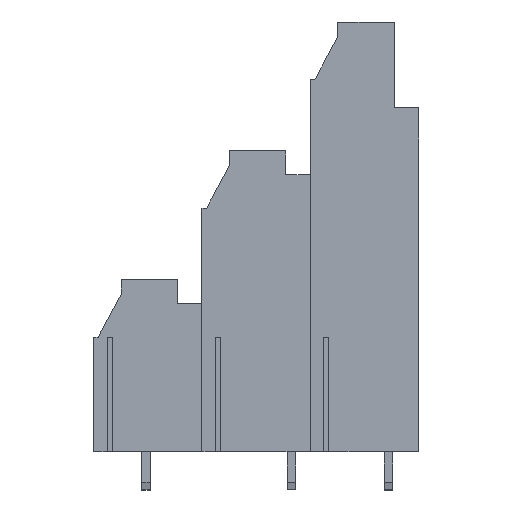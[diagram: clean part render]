
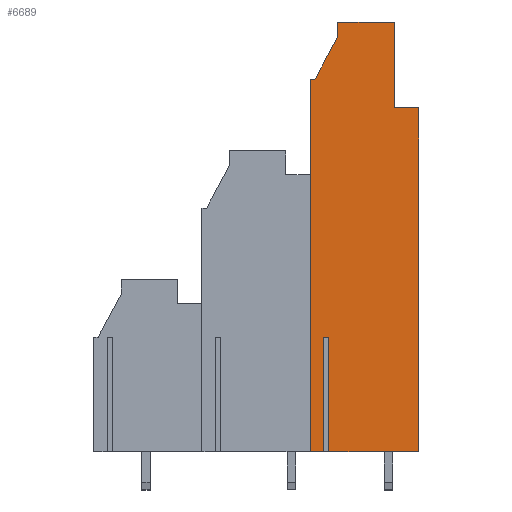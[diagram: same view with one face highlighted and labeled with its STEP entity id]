
A CAD part, top view. The second image highlights one B-rep face of the part: STEP entity #6689.
In plain terms, the highlighted planar face has unit normal (0, 0, 1).
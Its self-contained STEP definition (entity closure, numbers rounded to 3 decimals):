
#149=ORIENTED_EDGE('',*,*,#1531,.F.);
#150=ORIENTED_EDGE('',*,*,#1532,.F.);
#151=ORIENTED_EDGE('',*,*,#1533,.F.);
#152=ORIENTED_EDGE('',*,*,#1534,.F.);
#153=ORIENTED_EDGE('',*,*,#1535,.F.);
#154=ORIENTED_EDGE('',*,*,#1536,.F.);
#155=ORIENTED_EDGE('',*,*,#1537,.F.);
#156=ORIENTED_EDGE('',*,*,#1538,.F.);
#157=ORIENTED_EDGE('',*,*,#1539,.F.);
#158=ORIENTED_EDGE('',*,*,#1540,.F.);
#159=ORIENTED_EDGE('',*,*,#1541,.F.);
#160=ORIENTED_EDGE('',*,*,#1542,.F.);
#161=ORIENTED_EDGE('',*,*,#1543,.F.);
#162=ORIENTED_EDGE('',*,*,#1544,.F.);
#1531=EDGE_CURVE('',#2220,#2221,#2701,.T.);
#1532=EDGE_CURVE('',#2222,#2220,#2702,.T.);
#1533=EDGE_CURVE('',#2223,#2222,#2703,.T.);
#1534=EDGE_CURVE('',#2224,#2223,#2704,.T.);
#1535=EDGE_CURVE('',#2225,#2224,#2705,.T.);
#1536=EDGE_CURVE('',#2226,#2225,#2706,.T.);
#1537=EDGE_CURVE('',#2227,#2226,#2707,.T.);
#1538=EDGE_CURVE('',#2228,#2227,#2708,.T.);
#1539=EDGE_CURVE('',#2229,#2228,#2709,.T.);
#1540=EDGE_CURVE('',#2230,#2229,#2710,.T.);
#1541=EDGE_CURVE('',#2231,#2230,#2711,.T.);
#1542=EDGE_CURVE('',#2232,#2231,#2712,.T.);
#1543=EDGE_CURVE('',#2233,#2232,#2713,.T.);
#1544=EDGE_CURVE('',#2221,#2233,#2714,.T.);
#2220=VERTEX_POINT('',#8627);
#2221=VERTEX_POINT('',#8628);
#2222=VERTEX_POINT('',#8630);
#2223=VERTEX_POINT('',#8632);
#2224=VERTEX_POINT('',#8634);
#2225=VERTEX_POINT('',#8636);
#2226=VERTEX_POINT('',#8638);
#2227=VERTEX_POINT('',#8640);
#2228=VERTEX_POINT('',#8642);
#2229=VERTEX_POINT('',#8644);
#2230=VERTEX_POINT('',#8646);
#2231=VERTEX_POINT('',#8648);
#2232=VERTEX_POINT('',#8650);
#2233=VERTEX_POINT('',#8652);
#2701=LINE('',#8626,#3349);
#2702=LINE('',#8629,#3350);
#2703=LINE('',#8631,#3351);
#2704=LINE('',#8633,#3352);
#2705=LINE('',#8635,#3353);
#2706=LINE('',#8637,#3354);
#2707=LINE('',#8639,#3355);
#2708=LINE('',#8641,#3356);
#2709=LINE('',#8643,#3357);
#2710=LINE('',#8645,#3358);
#2711=LINE('',#8647,#3359);
#2712=LINE('',#8649,#3360);
#2713=LINE('',#8651,#3361);
#2714=LINE('',#8653,#3362);
#3349=VECTOR('',#7332,1000.);
#3350=VECTOR('',#7333,1000.);
#3351=VECTOR('',#7334,1000.);
#3352=VECTOR('',#7335,1000.);
#3353=VECTOR('',#7336,1000.);
#3354=VECTOR('',#7337,1000.);
#3355=VECTOR('',#7338,1000.);
#3356=VECTOR('',#7339,1000.);
#3357=VECTOR('',#7340,1000.);
#3358=VECTOR('',#7341,1000.);
#3359=VECTOR('',#7342,1000.);
#3360=VECTOR('',#7343,1000.);
#3361=VECTOR('',#7344,1000.);
#3362=VECTOR('',#7345,1000.);
#3967=EDGE_LOOP('',(#149,#150,#151,#152,#153,#154,#155,#156,#157,#158,#159,
#160,#161,#162));
#4289=FACE_BOUND('',#3967,.T.);
#4611=PLANE('',#6958);
#6689=ADVANCED_FACE('',(#4289),#4611,.T.);
#6958=AXIS2_PLACEMENT_3D('',#8625,#7330,#7331);
#7330=DIRECTION('',(0.,0.,1.));
#7331=DIRECTION('',(-1.,0.,0.));
#7332=DIRECTION('',(1.,0.,0.));
#7333=DIRECTION('',(0.,1.,0.));
#7334=DIRECTION('',(0.471,0.882,0.));
#7335=DIRECTION('',(1.,0.,0.));
#7336=DIRECTION('',(0.,1.,0.));
#7337=DIRECTION('',(0.,1.,0.));
#7338=DIRECTION('',(-1.,0.,0.));
#7339=DIRECTION('',(0.,-1.,0.));
#7340=DIRECTION('',(-1.,0.,0.));
#7341=DIRECTION('',(0.,1.,0.));
#7342=DIRECTION('',(-1.,0.,0.));
#7343=DIRECTION('',(0.,-1.,0.));
#7344=DIRECTION('',(1.,0.,0.));
#7345=DIRECTION('',(0.,-1.,0.));
#8625=CARTESIAN_POINT('',(34.05,-8.915,15.24));
#8626=CARTESIAN_POINT('',(5.35,45.,15.24));
#8627=CARTESIAN_POINT('',(25.6,45.,15.24));
#8628=CARTESIAN_POINT('',(31.5,45.,15.24));
#8629=CARTESIAN_POINT('',(25.6,0.,15.24));
#8630=CARTESIAN_POINT('',(25.6,43.5,15.24));
#8631=CARTESIAN_POINT('',(2.4,0.,15.24));
#8632=CARTESIAN_POINT('',(23.2,39.,15.24));
#8633=CARTESIAN_POINT('',(5.35,39.,15.24));
#8634=CARTESIAN_POINT('',(22.7,39.,15.24));
#8635=CARTESIAN_POINT('',(22.7,0.,15.24));
#8636=CARTESIAN_POINT('',(22.7,29.,15.24));
#8637=CARTESIAN_POINT('',(22.7,-8.915,15.24));
#8638=CARTESIAN_POINT('',(22.7,0.,15.24));
#8639=CARTESIAN_POINT('',(5.35,0.,15.24));
#8640=CARTESIAN_POINT('',(24.146,0.,15.24));
#8641=CARTESIAN_POINT('',(24.146,0.,15.24));
#8642=CARTESIAN_POINT('',(24.146,12.,15.24));
#8643=CARTESIAN_POINT('',(5.35,12.,15.24));
#8644=CARTESIAN_POINT('',(24.654,12.,15.24));
#8645=CARTESIAN_POINT('',(24.654,0.,15.24));
#8646=CARTESIAN_POINT('',(24.654,0.,15.24));
#8647=CARTESIAN_POINT('',(5.35,0.,15.24));
#8648=CARTESIAN_POINT('',(34.05,0.,15.24));
#8649=CARTESIAN_POINT('',(34.05,0.,15.24));
#8650=CARTESIAN_POINT('',(34.05,36.,15.24));
#8651=CARTESIAN_POINT('',(5.35,36.,15.24));
#8652=CARTESIAN_POINT('',(31.5,36.,15.24));
#8653=CARTESIAN_POINT('',(31.5,0.,15.24));
